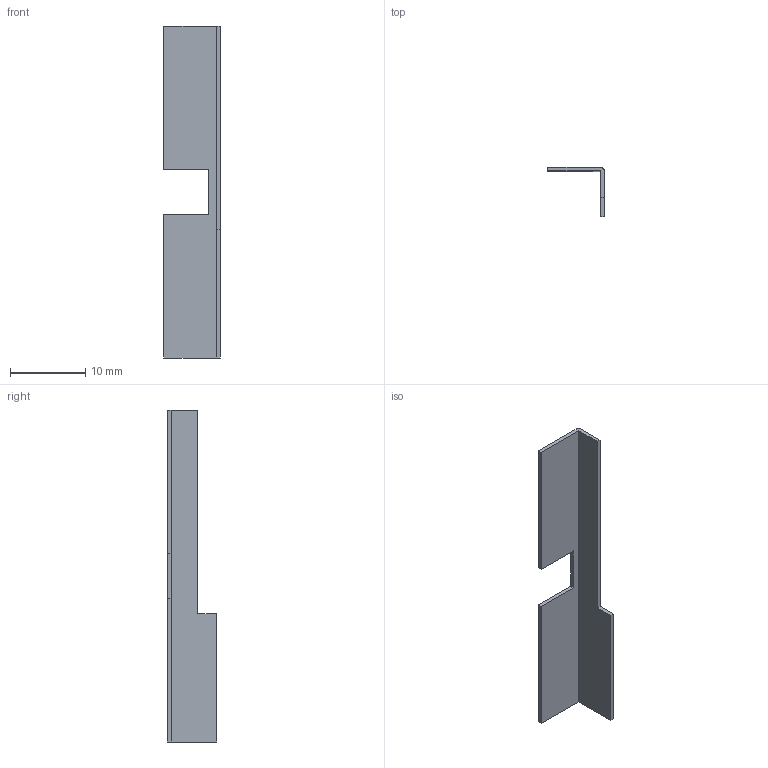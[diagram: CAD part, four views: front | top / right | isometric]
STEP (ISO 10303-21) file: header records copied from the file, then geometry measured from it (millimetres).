
FILE_DESCRIPTION (( 'STEP AP214' ), '1' );
FILE_NAME ('sheet_downright.STEP', '2020-12-07T12:03:17', ( '' ), ( '' ), 'SwSTEP 2.0', 'SolidWorks 2018', '' );
FILE_SCHEMA (( 'AUTOMOTIVE_DESIGN' ));
Length unit declared in the file: millimetre
Products named in the file (2): sheet_downright
Bounding box: 7.5 x 6.5 x 44 mm (x, y, z)
Volume: 242.9 mm3; surface area: 1035 mm2
Topology: 1 solids, 1 shells, 15 faces, 39 edges, 26 vertices
Faces by surface type: plane 14, cylinder 1
Entity records: 504 total; most frequent: CARTESIAN_POINT 82, ORIENTED_EDGE 78, DIRECTION 75, EDGE_CURVE 39, VECTOR 37, LINE 37, VERTEX_POINT 26, AXIS2_PLACEMENT_3D 19
